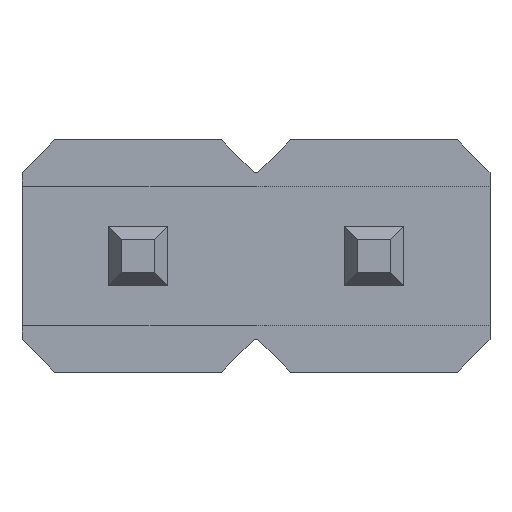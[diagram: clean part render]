
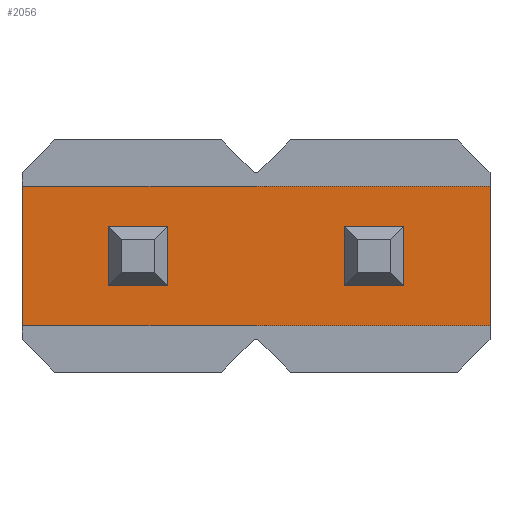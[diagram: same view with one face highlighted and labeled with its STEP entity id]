
A CAD part, front view. The second image highlights one B-rep face of the part: STEP entity #2056.
In plain terms, the highlighted planar face has unit normal (0, -1, 0).
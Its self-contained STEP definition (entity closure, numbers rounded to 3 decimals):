
#35 = LINE ( 'NONE', #1309, #1260 ) ;
#92 = CARTESIAN_POINT ( 'NONE',  ( 5.04, 0.5, -2. ) ) ;
#101 = ORIENTED_EDGE ( 'NONE', *, *, #1102, .T. ) ;
#128 = CARTESIAN_POINT ( 'NONE',  ( 1.57, 0.5, 0. ) ) ;
#131 = CARTESIAN_POINT ( 'NONE',  ( 4.11, 0.5, -1.57 ) ) ;
#143 = LINE ( 'NONE', #574, #178 ) ;
#154 = LINE ( 'NONE', #757, #1879 ) ;
#155 = LINE ( 'NONE', #741, #2330 ) ;
#173 = CARTESIAN_POINT ( 'NONE',  ( 3.47, 0.5, -0.93 ) ) ;
#178 = VECTOR ( 'NONE', #1880, 1000. ) ;
#219 = FACE_OUTER_BOUND ( 'NONE', #1599, .T. ) ;
#233 = LINE ( 'NONE', #1709, #611 ) ;
#266 = LINE ( 'NONE', #92, #1633 ) ;
#288 = ORIENTED_EDGE ( 'NONE', *, *, #448, .T. ) ;
#303 = ORIENTED_EDGE ( 'NONE', *, *, #549, .T. ) ;
#342 = VERTEX_POINT ( 'NONE', #1606 ) ;
#434 = CARTESIAN_POINT ( 'NONE',  ( 3.47, 0.5, -1.57 ) ) ;
#448 = EDGE_CURVE ( 'NONE', #2669, #2518, #1972, .T. ) ;
#453 = EDGE_CURVE ( 'NONE', #1297, #2598, #35, .T. ) ;
#549 = EDGE_CURVE ( 'NONE', #2598, #1824, #155, .T. ) ;
#559 = DIRECTION ( 'NONE',  ( 1., 0., 0. ) ) ;
#574 = CARTESIAN_POINT ( 'NONE',  ( 0., 0.5, -1.57 ) ) ;
#611 = VECTOR ( 'NONE', #2511, 1000. ) ;
#613 = ORIENTED_EDGE ( 'NONE', *, *, #1008, .T. ) ;
#700 = DIRECTION ( 'NONE',  ( 0., 0., -1. ) ) ;
#741 = CARTESIAN_POINT ( 'NONE',  ( 4.11, 0.5, 0. ) ) ;
#746 = VERTEX_POINT ( 'NONE', #1846 ) ;
#747 = CARTESIAN_POINT ( 'NONE',  ( 0.93, 0.5, -0.93 ) ) ;
#757 = CARTESIAN_POINT ( 'NONE',  ( 3.47, 0.5, 0. ) ) ;
#767 = LINE ( 'NONE', #777, #1153 ) ;
#768 = VECTOR ( 'NONE', #1931, 1000. ) ;
#777 = CARTESIAN_POINT ( 'NONE',  ( 0., 0.5, -1.57 ) ) ;
#794 = VECTOR ( 'NONE', #559, 1000. ) ;
#798 = LINE ( 'NONE', #2679, #794 ) ;
#908 = DIRECTION ( 'NONE',  ( 1., 0., 0. ) ) ;
#935 = VECTOR ( 'NONE', #2400, 1000. ) ;
#957 = LINE ( 'NONE', #2603, #935 ) ;
#983 = VECTOR ( 'NONE', #700, 1000. ) ;
#1008 = EDGE_CURVE ( 'NONE', #1517, #1352, #1801, .T. ) ;
#1092 = EDGE_CURVE ( 'NONE', #1824, #1542, #143, .T. ) ;
#1102 = EDGE_CURVE ( 'NONE', #2608, #1517, #798, .T. ) ;
#1153 = VECTOR ( 'NONE', #2437, 1000. ) ;
#1260 = VECTOR ( 'NONE', #1506, 1000. ) ;
#1293 = CARTESIAN_POINT ( 'NONE',  ( 0., 0.5, -2. ) ) ;
#1297 = VERTEX_POINT ( 'NONE', #173 ) ;
#1298 = EDGE_CURVE ( 'NONE', #1542, #1297, #154, .T. ) ;
#1307 = FACE_BOUND ( 'NONE', #1326, .T. ) ;
#1309 = CARTESIAN_POINT ( 'NONE',  ( 0., 0.5, -0.93 ) ) ;
#1326 = EDGE_LOOP ( 'NONE', ( #101, #613, #1686, #1974 ) ) ;
#1331 = CARTESIAN_POINT ( 'NONE',  ( 4.11, 0.5, -0.93 ) ) ;
#1334 = ORIENTED_EDGE ( 'NONE', *, *, #1298, .T. ) ;
#1352 = VERTEX_POINT ( 'NONE', #2250 ) ;
#1421 = DIRECTION ( 'NONE',  ( 0., 0., 1. ) ) ;
#1488 = FACE_BOUND ( 'NONE', #2652, .T. ) ;
#1496 = CARTESIAN_POINT ( 'NONE',  ( 0., 0.5, -0.5 ) ) ;
#1506 = DIRECTION ( 'NONE',  ( 1., 0., 0. ) ) ;
#1513 = DIRECTION ( 'NONE',  ( 0., 0., 1. ) ) ;
#1516 = CARTESIAN_POINT ( 'NONE',  ( 0., 0.5, -0.5 ) ) ;
#1517 = VERTEX_POINT ( 'NONE', #1598 ) ;
#1523 = VERTEX_POINT ( 'NONE', #1817 ) ;
#1542 = VERTEX_POINT ( 'NONE', #434 ) ;
#1575 = ORIENTED_EDGE ( 'NONE', *, *, #453, .T. ) ;
#1586 = DIRECTION ( 'NONE',  ( 0., 0., -1. ) ) ;
#1588 = ORIENTED_EDGE ( 'NONE', *, *, #2303, .T. ) ;
#1591 = VECTOR ( 'NONE', #908, 1000. ) ;
#1598 = CARTESIAN_POINT ( 'NONE',  ( 1.57, 0.5, -0.93 ) ) ;
#1599 = EDGE_LOOP ( 'NONE', ( #1588, #288, #2362, #2365 ) ) ;
#1606 = CARTESIAN_POINT ( 'NONE',  ( 0., 0.5, -2. ) ) ;
#1633 = VECTOR ( 'NONE', #1513, 1000. ) ;
#1686 = ORIENTED_EDGE ( 'NONE', *, *, #2355, .T. ) ;
#1709 = CARTESIAN_POINT ( 'NONE',  ( 0., 0.5, -2. ) ) ;
#1742 = DIRECTION ( 'NONE',  ( 0., 1., 0. ) ) ;
#1801 = LINE ( 'NONE', #128, #983 ) ;
#1817 = CARTESIAN_POINT ( 'NONE',  ( 0.93, 0.5, -1.57 ) ) ;
#1824 = VERTEX_POINT ( 'NONE', #131 ) ;
#1846 = CARTESIAN_POINT ( 'NONE',  ( 5.04, 0.5, -2. ) ) ;
#1879 = VECTOR ( 'NONE', #1421, 1000. ) ;
#1880 = DIRECTION ( 'NONE',  ( -1., 0., 0. ) ) ;
#1914 = AXIS2_PLACEMENT_3D ( 'NONE', #1944, #1742, #2542 ) ;
#1931 = DIRECTION ( 'NONE',  ( -1., 0., 0. ) ) ;
#1944 = CARTESIAN_POINT ( 'NONE',  ( 0., 0.5, 0. ) ) ;
#1972 = LINE ( 'NONE', #1516, #768 ) ;
#1974 = ORIENTED_EDGE ( 'NONE', *, *, #2418, .T. ) ;
#2018 = ORIENTED_EDGE ( 'NONE', *, *, #1092, .T. ) ;
#2056 = ADVANCED_FACE ( 'NONE', ( #1488, #1307, #219 ), #2134, .F. ) ;
#2134 = PLANE ( 'NONE',  #1914 ) ;
#2250 = CARTESIAN_POINT ( 'NONE',  ( 1.57, 0.5, -1.57 ) ) ;
#2255 = EDGE_CURVE ( 'NONE', #342, #746, #2572, .T. ) ;
#2303 = EDGE_CURVE ( 'NONE', #746, #2669, #266, .T. ) ;
#2330 = VECTOR ( 'NONE', #1586, 1000. ) ;
#2355 = EDGE_CURVE ( 'NONE', #1352, #1523, #767, .T. ) ;
#2362 = ORIENTED_EDGE ( 'NONE', *, *, #2512, .T. ) ;
#2365 = ORIENTED_EDGE ( 'NONE', *, *, #2255, .T. ) ;
#2400 = DIRECTION ( 'NONE',  ( 0., 0., 1. ) ) ;
#2418 = EDGE_CURVE ( 'NONE', #1523, #2608, #957, .T. ) ;
#2437 = DIRECTION ( 'NONE',  ( -1., 0., 0. ) ) ;
#2487 = CARTESIAN_POINT ( 'NONE',  ( 5.04, 0.5, -0.5 ) ) ;
#2511 = DIRECTION ( 'NONE',  ( 0., 0., -1. ) ) ;
#2512 = EDGE_CURVE ( 'NONE', #2518, #342, #233, .T. ) ;
#2518 = VERTEX_POINT ( 'NONE', #1496 ) ;
#2542 = DIRECTION ( 'NONE',  ( 0., 0., 1. ) ) ;
#2572 = LINE ( 'NONE', #1293, #1591 ) ;
#2598 = VERTEX_POINT ( 'NONE', #1331 ) ;
#2603 = CARTESIAN_POINT ( 'NONE',  ( 0.93, 0.5, 0. ) ) ;
#2608 = VERTEX_POINT ( 'NONE', #747 ) ;
#2652 = EDGE_LOOP ( 'NONE', ( #1575, #303, #2018, #1334 ) ) ;
#2669 = VERTEX_POINT ( 'NONE', #2487 ) ;
#2679 = CARTESIAN_POINT ( 'NONE',  ( 0., 0.5, -0.93 ) ) ;
